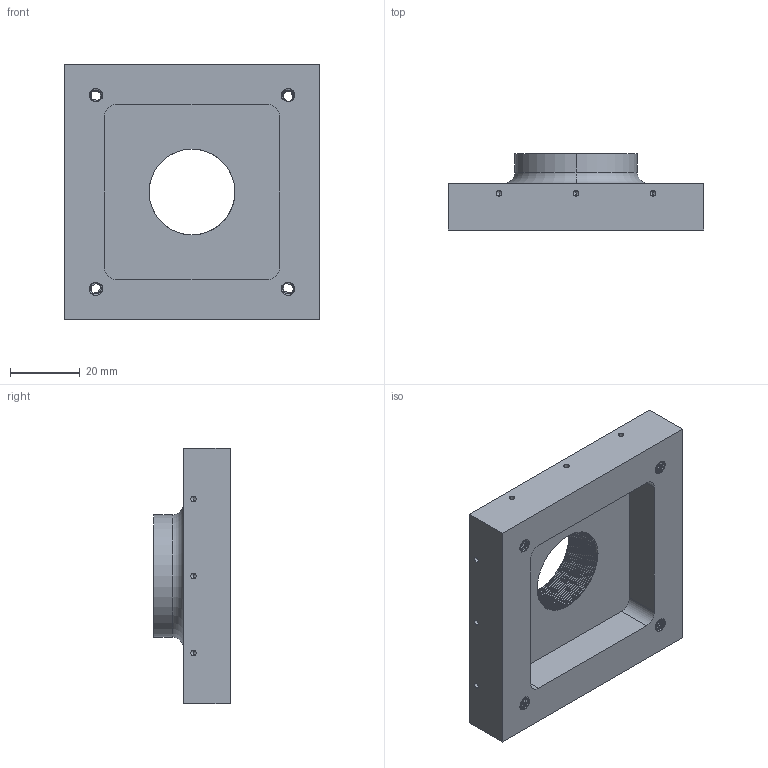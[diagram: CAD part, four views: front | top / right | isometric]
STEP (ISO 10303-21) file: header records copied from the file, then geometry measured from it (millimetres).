
FILE_DESCRIPTION (( 'STEP AP203' ), '1' );
FILE_NAME ('lensMount.STEP', '2021-07-15T15:25:13', ( '' ), ( '' ), 'SwSTEP 2.0', 'SolidWorks 2020', '' );
FILE_SCHEMA (( 'CONFIG_CONTROL_DESIGN' ));
Length unit declared in the file: millimetre
Products named in the file (1): lensMount
Bounding box: 73 x 21.88 x 73 mm (x, y, z)
Volume: 48262.2 mm3; surface area: 18701.7 mm2
Topology: 1 solids, 1 shells, 265 faces, 763 edges, 493 vertices
Faces by surface type: cylinder 217, cone 18, bspline 15, plane 13, torus 2
Entity records: 29314 total; most frequent: CARTESIAN_POINT 23468, ORIENTED_EDGE 1490, DIRECTION 898, EDGE_CURVE 745, VERTEX_POINT 493, AXIS2_PLACEMENT_3D 320, EDGE_LOOP 286, ADVANCED_FACE 265
